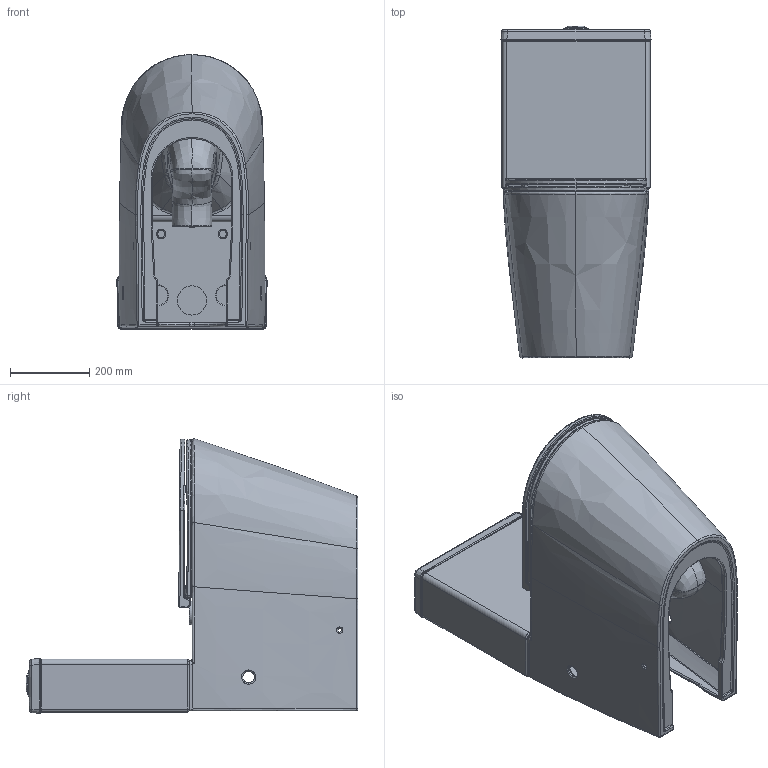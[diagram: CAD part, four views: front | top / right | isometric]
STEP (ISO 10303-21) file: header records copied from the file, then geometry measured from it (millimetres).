
FILE_DESCRIPTION (( 'STEP AP203' ), '1' );
FILE_NAME ('S27A311810.STEP', '2025-04-29T05:00:25', ( '' ), ( '' ), 'SwSTEP 2.0', 'SolidWorks 2021', '' );
FILE_SCHEMA (( 'CONFIG_CONTROL_DESIGN' ));
Length unit declared in the file: millimetre
Products named in the file (13): S27A311810; AJ-DA.stp; AJ-XIAO.stp; S27R308710_1_Predeterminado; GAI_ASM.stp; SX.stp; CPN00136ZXI_temp_Predeterminado; MT.stp; S27R308710_1_2_Predeterminado; S27R311816_temp_Predeterminado; S27R308710_1_1_Predeterminado; AJZSH.stp; SXG.stp
Assembly tree (13 placements, depth 4):
  S27A311810
    GAI_ASM.stp
      SXG.stp
      AJZSH.stp
      AJ-DA.stp
      AJ-XIAO.stp
    MT.stp
    SX.stp
    S27R311816_temp_Predeterminado
      S27R308710_1_Predeterminado
        S27R308710_1_2_Predeterminado
        S27R308710_1_1_Predeterminado
    CPN00136ZXI_temp_Predeterminado  x2
Bounding box: 379.83 x 839.72 x 694.91 mm (x, y, z)
Volume: 20359716.8 mm3; surface area: 3933694.4 mm2
Topology: 20 solids, 20 shells, 1127 faces, 2678 edges, 1582 vertices
Faces by surface type: bspline 540, cylinder 269, plane 144, torus 142, sphere 30, cone 2
Entity records: 115826 total; most frequent: CARTESIAN_POINT 92819, ORIENTED_EDGE 5280, DIRECTION 3461, EDGE_CURVE 2640, VERTEX_POINT 1568, AXIS2_PLACEMENT_3D 1484, EDGE_LOOP 1156, FACE_OUTER_BOUND 1116
